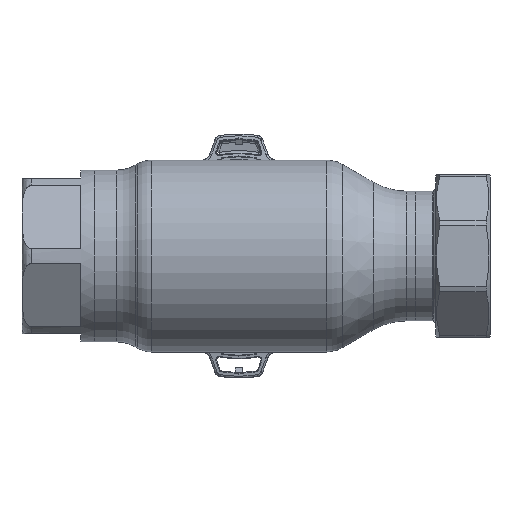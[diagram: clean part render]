
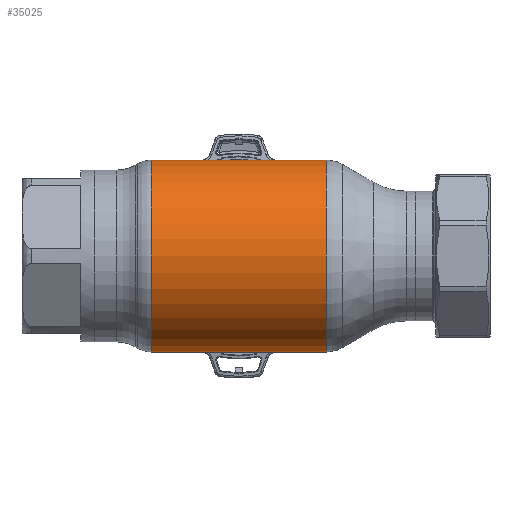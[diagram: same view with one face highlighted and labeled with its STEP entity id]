
A CAD part, front view. The second image highlights one B-rep face of the part: STEP entity #35025.
In plain terms, the highlighted cylindrical face has radius 42.5 mm (diameter 85 mm), a partial arc.
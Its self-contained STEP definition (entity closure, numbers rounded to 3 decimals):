
#300 = FACE_OUTER_BOUND ( 'NONE', #9186, .T. ) ;
#679 = EDGE_CURVE ( 'NONE', #21462, #17726, #25047, .T. ) ;
#2291 = VECTOR ( 'NONE', #6628, 1000. ) ;
#2360 = CARTESIAN_POINT ( 'NONE',  ( -38.749, 0., -42.5 ) ) ;
#2801 = DIRECTION ( 'NONE',  ( 0., 0., -1. ) ) ;
#3249 = ORIENTED_EDGE ( 'NONE', *, *, #24182, .F. ) ;
#3538 = AXIS2_PLACEMENT_3D ( 'NONE', #27069, #18922, #10083 ) ;
#4223 = AXIS2_PLACEMENT_3D ( 'NONE', #29918, #29749, #2801 ) ;
#6628 = DIRECTION ( 'NONE',  ( 1., 0., 0. ) ) ;
#7143 = DIRECTION ( 'NONE',  ( 1., 0., 0. ) ) ;
#8024 = CARTESIAN_POINT ( 'NONE',  ( 62.69, 0., 42.5 ) ) ;
#9186 = EDGE_LOOP ( 'NONE', ( #3249, #14973, #27370, #30081 ) ) ;
#9912 = VERTEX_POINT ( 'NONE', #21527 ) ;
#10083 = DIRECTION ( 'NONE',  ( 0., 0., -1. ) ) ;
#12997 = LINE ( 'NONE', #8024, #30573 ) ;
#13542 = CIRCLE ( 'NONE', #34494, 42.5 ) ;
#14308 = EDGE_CURVE ( 'NONE', #9912, #17726, #13542, .T. ) ;
#14973 = ORIENTED_EDGE ( 'NONE', *, *, #24943, .T. ) ;
#17726 = VERTEX_POINT ( 'NONE', #28297 ) ;
#17964 = DIRECTION ( 'NONE',  ( 0., 0., -1. ) ) ;
#18922 = DIRECTION ( 'NONE',  ( 1., 0., 0. ) ) ;
#20963 = VERTEX_POINT ( 'NONE', #27598 ) ;
#21462 = VERTEX_POINT ( 'NONE', #2360 ) ;
#21527 = CARTESIAN_POINT ( 'NONE',  ( 38.749, 0., 42.5 ) ) ;
#22751 = CARTESIAN_POINT ( 'NONE',  ( 62.69, 0., -42.5 ) ) ;
#24182 = EDGE_CURVE ( 'NONE', #20963, #9912, #12997, .T. ) ;
#24790 = CYLINDRICAL_SURFACE ( 'NONE', #4223, 42.5 ) ;
#24943 = EDGE_CURVE ( 'NONE', #20963, #21462, #27866, .T. ) ;
#25047 = LINE ( 'NONE', #22751, #2291 ) ;
#27069 = CARTESIAN_POINT ( 'NONE',  ( -38.749, 0., 0. ) ) ;
#27370 = ORIENTED_EDGE ( 'NONE', *, *, #679, .T. ) ;
#27598 = CARTESIAN_POINT ( 'NONE',  ( -38.749, 0., 42.5 ) ) ;
#27866 = CIRCLE ( 'NONE', #3538, 42.5 ) ;
#28297 = CARTESIAN_POINT ( 'NONE',  ( 38.749, 0., -42.5 ) ) ;
#29642 = DIRECTION ( 'NONE',  ( 1., 0., 0. ) ) ;
#29749 = DIRECTION ( 'NONE',  ( 1., 0., 0. ) ) ;
#29918 = CARTESIAN_POINT ( 'NONE',  ( 62.69, 0., 0. ) ) ;
#30081 = ORIENTED_EDGE ( 'NONE', *, *, #14308, .F. ) ;
#30573 = VECTOR ( 'NONE', #29642, 1000. ) ;
#34440 = CARTESIAN_POINT ( 'NONE',  ( 38.749, 0., 0. ) ) ;
#34494 = AXIS2_PLACEMENT_3D ( 'NONE', #34440, #7143, #17964 ) ;
#35025 = ADVANCED_FACE ( 'NONE', ( #300 ), #24790, .T. ) ;
